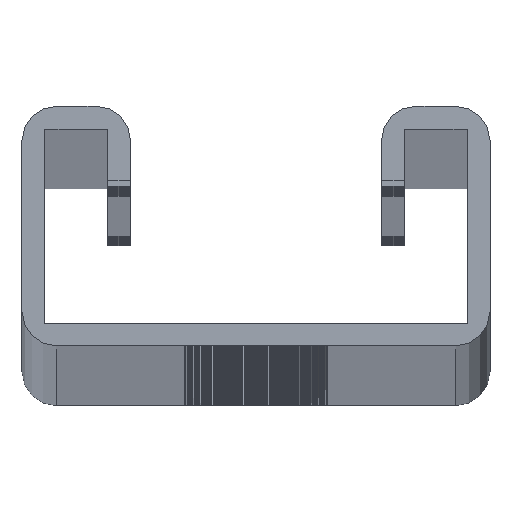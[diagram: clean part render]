
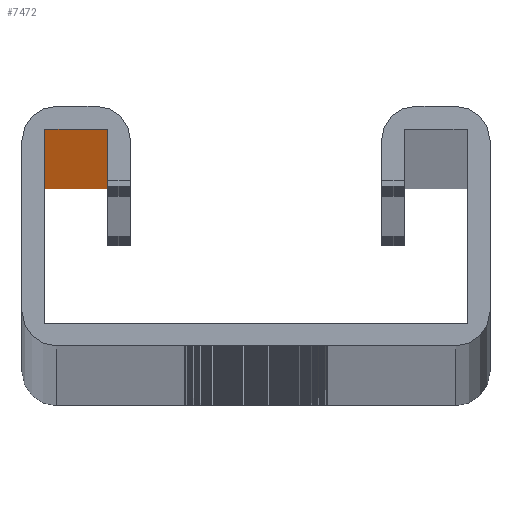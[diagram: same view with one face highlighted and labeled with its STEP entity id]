
A CAD part, top view. The second image highlights one B-rep face of the part: STEP entity #7472.
In plain terms, the highlighted planar face has unit normal (0, -1, 0).
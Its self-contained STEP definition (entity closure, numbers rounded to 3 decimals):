
#2158 = CARTESIAN_POINT ( 'NONE',  ( -18.5, 19., 0. ) ) ;
#3098 = EDGE_CURVE ( 'NONE', #31774, #36590, #13079, .T. ) ;
#3747 = CARTESIAN_POINT ( 'NONE',  ( -18.5, 19., -3000. ) ) ;
#4532 = LINE ( 'NONE', #17647, #51647 ) ;
#7472 = ADVANCED_FACE ( 'NONE', ( #46918 ), #48647, .T. ) ;
#10124 = EDGE_LOOP ( 'NONE', ( #15520, #33634, #61535, #42244 ) ) ;
#12782 = VERTEX_POINT ( 'NONE', #3747 ) ;
#13079 = LINE ( 'NONE', #24166, #39218 ) ;
#15520 = ORIENTED_EDGE ( 'NONE', *, *, #51908, .F. ) ;
#15588 = CARTESIAN_POINT ( 'NONE',  ( -20.5, 19., -1500. ) ) ;
#17462 = EDGE_CURVE ( 'NONE', #53487, #12782, #24818, .T. ) ;
#17647 = CARTESIAN_POINT ( 'NONE',  ( -20.5, 19., -3000. ) ) ;
#22070 = AXIS2_PLACEMENT_3D ( 'NONE', #15588, #38585, #29538 ) ;
#22433 = DIRECTION ( 'NONE',  ( 1., 0., 0. ) ) ;
#24166 = CARTESIAN_POINT ( 'NONE',  ( -13., 19., -1500. ) ) ;
#24818 = LINE ( 'NONE', #24888, #42752 ) ;
#24888 = CARTESIAN_POINT ( 'NONE',  ( -18.5, 19., -1500. ) ) ;
#27554 = EDGE_CURVE ( 'NONE', #12782, #36590, #4532, .T. ) ;
#29538 = DIRECTION ( 'NONE',  ( 0., 0., -1. ) ) ;
#31774 = VERTEX_POINT ( 'NONE', #54904 ) ;
#31889 = CARTESIAN_POINT ( 'NONE',  ( 0., 19., 0. ) ) ;
#33634 = ORIENTED_EDGE ( 'NONE', *, *, #17462, .T. ) ;
#34588 = VECTOR ( 'NONE', #46643, 1000. ) ;
#36590 = VERTEX_POINT ( 'NONE', #51107 ) ;
#38585 = DIRECTION ( 'NONE',  ( 0., -1., 0. ) ) ;
#39218 = VECTOR ( 'NONE', #57467, 1000. ) ;
#42244 = ORIENTED_EDGE ( 'NONE', *, *, #3098, .F. ) ;
#42752 = VECTOR ( 'NONE', #58406, 1000. ) ;
#46643 = DIRECTION ( 'NONE',  ( 1., 0., 0. ) ) ;
#46918 = FACE_OUTER_BOUND ( 'NONE', #10124, .T. ) ;
#48647 = PLANE ( 'NONE',  #22070 ) ;
#50344 = LINE ( 'NONE', #31889, #34588 ) ;
#51107 = CARTESIAN_POINT ( 'NONE',  ( -13., 19., -3000. ) ) ;
#51647 = VECTOR ( 'NONE', #22433, 1000. ) ;
#51908 = EDGE_CURVE ( 'NONE', #53487, #31774, #50344, .T. ) ;
#53487 = VERTEX_POINT ( 'NONE', #2158 ) ;
#54904 = CARTESIAN_POINT ( 'NONE',  ( -13., 19., 0. ) ) ;
#57467 = DIRECTION ( 'NONE',  ( 0., 0., -1. ) ) ;
#58406 = DIRECTION ( 'NONE',  ( 0., 0., -1. ) ) ;
#61535 = ORIENTED_EDGE ( 'NONE', *, *, #27554, .T. ) ;
